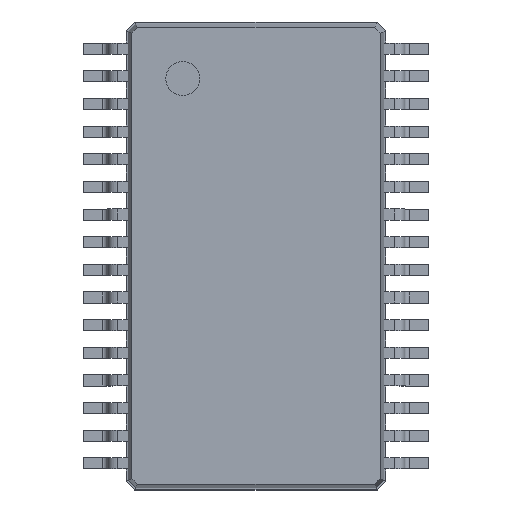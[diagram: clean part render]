
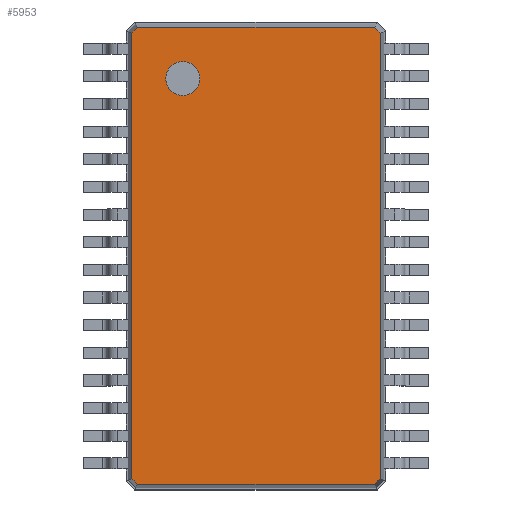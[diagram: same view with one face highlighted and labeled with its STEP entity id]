
A CAD part, top view. The second image highlights one B-rep face of the part: STEP entity #5953.
In plain terms, the highlighted planar face has unit normal (0, 0, 1).
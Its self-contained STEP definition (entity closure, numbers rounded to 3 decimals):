
#2112 = VERTEX_POINT('',#2113);
#2113 = CARTESIAN_POINT('',(2.92,-5.235,1.));
#2118 = EDGE_CURVE('',#2119,#2112,#2121,.T.);
#2119 = VERTEX_POINT('',#2120);
#2120 = CARTESIAN_POINT('',(2.92,5.235,1.));
#2121 = LINE('',#2122,#2123);
#2122 = CARTESIAN_POINT('',(2.92,5.235,1.));
#2123 = VECTOR('',#2124,1.);
#2124 = DIRECTION('',(0.,-1.,0.));
#5936 = EDGE_CURVE('',#5937,#2119,#5939,.T.);
#5937 = VERTEX_POINT('',#5938);
#5938 = CARTESIAN_POINT('',(2.785,5.37,1.));
#5939 = LINE('',#5940,#5941);
#5940 = CARTESIAN_POINT('',(2.785,5.37,1.));
#5941 = VECTOR('',#5942,1.);
#5942 = DIRECTION('',(0.707,-0.707,0.));
#5953 = ADVANCED_FACE('',(#5954,#6004),#6015,.T.);
#5954 = FACE_BOUND('',#5955,.T.);
#5955 = EDGE_LOOP('',(#5956,#5964,#5972,#5980,#5988,#5996,#6002,#6003));
#5956 = ORIENTED_EDGE('',*,*,#5957,.F.);
#5957 = EDGE_CURVE('',#5958,#5937,#5960,.T.);
#5958 = VERTEX_POINT('',#5959);
#5959 = CARTESIAN_POINT('',(-2.785,5.37,1.));
#5960 = LINE('',#5961,#5962);
#5961 = CARTESIAN_POINT('',(-2.785,5.37,1.));
#5962 = VECTOR('',#5963,1.);
#5963 = DIRECTION('',(1.,0.,0.));
#5964 = ORIENTED_EDGE('',*,*,#5965,.F.);
#5965 = EDGE_CURVE('',#5966,#5958,#5968,.T.);
#5966 = VERTEX_POINT('',#5967);
#5967 = CARTESIAN_POINT('',(-2.92,5.235,1.));
#5968 = LINE('',#5969,#5970);
#5969 = CARTESIAN_POINT('',(-2.92,5.235,1.));
#5970 = VECTOR('',#5971,1.);
#5971 = DIRECTION('',(0.707,0.707,0.));
#5972 = ORIENTED_EDGE('',*,*,#5973,.F.);
#5973 = EDGE_CURVE('',#5974,#5966,#5976,.T.);
#5974 = VERTEX_POINT('',#5975);
#5975 = CARTESIAN_POINT('',(-2.92,-5.235,1.));
#5976 = LINE('',#5977,#5978);
#5977 = CARTESIAN_POINT('',(-2.92,-5.235,1.));
#5978 = VECTOR('',#5979,1.);
#5979 = DIRECTION('',(0.,1.,0.));
#5980 = ORIENTED_EDGE('',*,*,#5981,.F.);
#5981 = EDGE_CURVE('',#5982,#5974,#5984,.T.);
#5982 = VERTEX_POINT('',#5983);
#5983 = CARTESIAN_POINT('',(-2.785,-5.37,1.));
#5984 = LINE('',#5985,#5986);
#5985 = CARTESIAN_POINT('',(-2.785,-5.37,1.));
#5986 = VECTOR('',#5987,1.);
#5987 = DIRECTION('',(-0.707,0.707,0.));
#5988 = ORIENTED_EDGE('',*,*,#5989,.F.);
#5989 = EDGE_CURVE('',#5990,#5982,#5992,.T.);
#5990 = VERTEX_POINT('',#5991);
#5991 = CARTESIAN_POINT('',(2.785,-5.37,1.));
#5992 = LINE('',#5993,#5994);
#5993 = CARTESIAN_POINT('',(2.785,-5.37,1.));
#5994 = VECTOR('',#5995,1.);
#5995 = DIRECTION('',(-1.,0.,0.));
#5996 = ORIENTED_EDGE('',*,*,#5997,.F.);
#5997 = EDGE_CURVE('',#2112,#5990,#5998,.T.);
#5998 = LINE('',#5999,#6000);
#5999 = CARTESIAN_POINT('',(2.92,-5.235,1.));
#6000 = VECTOR('',#6001,1.);
#6001 = DIRECTION('',(-0.707,-0.707,0.));
#6002 = ORIENTED_EDGE('',*,*,#2118,.F.);
#6003 = ORIENTED_EDGE('',*,*,#5936,.F.);
#6004 = FACE_BOUND('',#6005,.T.);
#6005 = EDGE_LOOP('',(#6006));
#6006 = ORIENTED_EDGE('',*,*,#6007,.F.);
#6007 = EDGE_CURVE('',#6008,#6008,#6010,.T.);
#6008 = VERTEX_POINT('',#6009);
#6009 = CARTESIAN_POINT('',(-1.72,3.77,1.));
#6010 = CIRCLE('',#6011,0.4);
#6011 = AXIS2_PLACEMENT_3D('',#6012,#6013,#6014);
#6012 = CARTESIAN_POINT('',(-1.72,4.17,1.));
#6013 = DIRECTION('',(0.,0.,1.));
#6014 = DIRECTION('',(0.,-1.,0.));
#6015 = PLANE('',#6016);
#6016 = AXIS2_PLACEMENT_3D('',#6017,#6018,#6019);
#6017 = CARTESIAN_POINT('',(-2.785,5.37,1.));
#6018 = DIRECTION('',(0.,0.,1.));
#6019 = DIRECTION('',(0.46,-0.888,0.));
